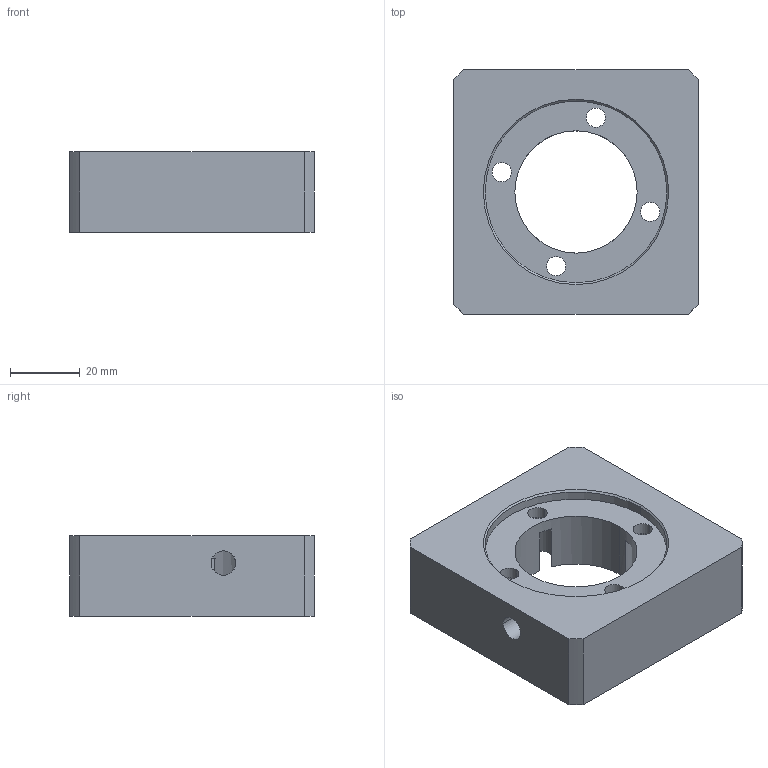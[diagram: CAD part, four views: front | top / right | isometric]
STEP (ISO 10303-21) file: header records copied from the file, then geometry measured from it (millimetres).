
FILE_DESCRIPTION(('STEP AP242'),'1');
FILE_NAME('gbk0600703f.stp','2019-08-05T13:00:58',('TraceParts'),('TraceParts S.A.'),'Spatial InterOp 3D',' ',' ');
FILE_SCHEMA(('AP242_MANAGED_MODEL_BASED_3D_ENGINEERING_MIM_LF {1 0 10303 442 1 1 4}'));
Length unit declared in the file: millimetre
Products named in the file (1): gbk0600703f
Bounding box: 70 x 70 x 23.1 mm (x, y, z)
Volume: 74574.3 mm3; surface area: 19586.1 mm2
Topology: 1 solids, 1 shells, 60 faces, 156 edges, 96 vertices
Faces by surface type: cylinder 36, cone 12, plane 12
Entity records: 2368 total; most frequent: DIRECTION 350, CARTESIAN_POINT 339, ORIENTED_EDGE 296, EDGE_CURVE 148, AXIS2_PLACEMENT_3D 143, VERTEX_POINT 96, CIRCLE 82, EDGE_LOOP 78
